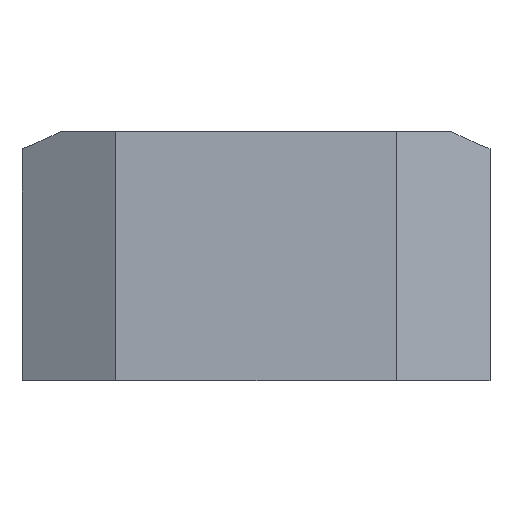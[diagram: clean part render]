
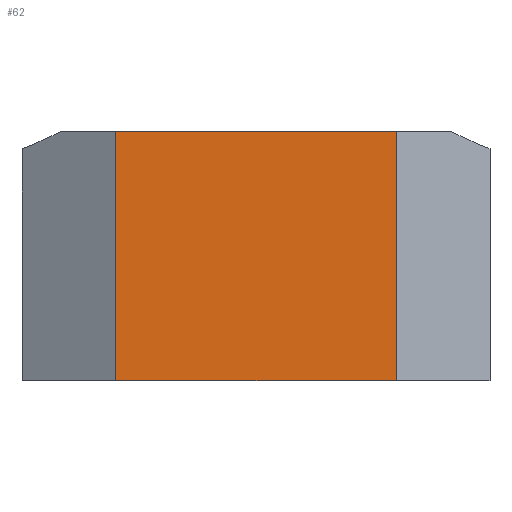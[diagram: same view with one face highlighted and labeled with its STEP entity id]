
A CAD part, front view. The second image highlights one B-rep face of the part: STEP entity #62.
In plain terms, the highlighted planar face has unit normal (0, -1, 0).
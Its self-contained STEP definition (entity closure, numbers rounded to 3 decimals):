
#62=ADVANCED_FACE('',(#97),#78,.T.);
#78=PLANE('',#458);
#97=FACE_OUTER_BOUND('',#116,.T.);
#116=EDGE_LOOP('',(#228,#229,#230,#231));
#228=ORIENTED_EDGE('',*,*,#305,.T.);
#229=ORIENTED_EDGE('',*,*,#303,.F.);
#230=ORIENTED_EDGE('',*,*,#322,.F.);
#231=ORIENTED_EDGE('',*,*,#275,.T.);
#239=VERTEX_POINT('',#581);
#240=VERTEX_POINT('',#583);
#260=VERTEX_POINT('',#696);
#261=VERTEX_POINT('',#698);
#275=EDGE_CURVE('',#240,#239,#327,.T.);
#303=EDGE_CURVE('',#260,#261,#347,.T.);
#305=EDGE_CURVE('',#239,#261,#349,.T.);
#322=EDGE_CURVE('',#240,#260,#366,.T.);
#327=LINE('',#582,#371);
#347=LINE('',#697,#391);
#349=LINE('',#701,#393);
#366=LINE('',#734,#410);
#371=VECTOR('',#475,1.);
#391=VECTOR('',#517,1.);
#393=VECTOR('',#521,1.);
#410=VECTOR('',#558,1.);
#458=AXIS2_PLACEMENT_3D('',#736,#561,#562);
#475=DIRECTION('',(1.,0.,0.));
#517=DIRECTION('',(1.,0.,0.));
#521=DIRECTION('',(0.,0.,1.));
#558=DIRECTION('',(0.,0.,1.));
#561=DIRECTION('',(0.,-1.,0.));
#562=DIRECTION('',(-1.,0.,0.));
#581=CARTESIAN_POINT('',(7.5,-4.,0.));
#582=CARTESIAN_POINT('',(-1.5,-4.,0.));
#583=CARTESIAN_POINT('',(-1.5,-4.,0.));
#696=CARTESIAN_POINT('',(-1.5,-4.,8.));
#697=CARTESIAN_POINT('',(-1.5,-4.,8.));
#698=CARTESIAN_POINT('',(7.5,-4.,8.));
#701=CARTESIAN_POINT('',(7.5,-4.,0.));
#734=CARTESIAN_POINT('',(-1.5,-4.,0.));
#736=CARTESIAN_POINT('',(-1.5,-4.,0.));
